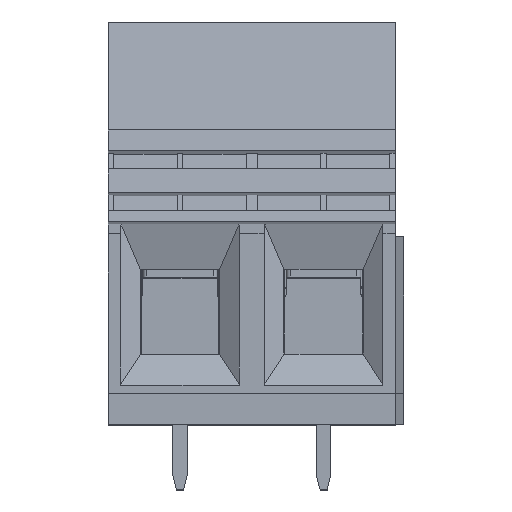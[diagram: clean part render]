
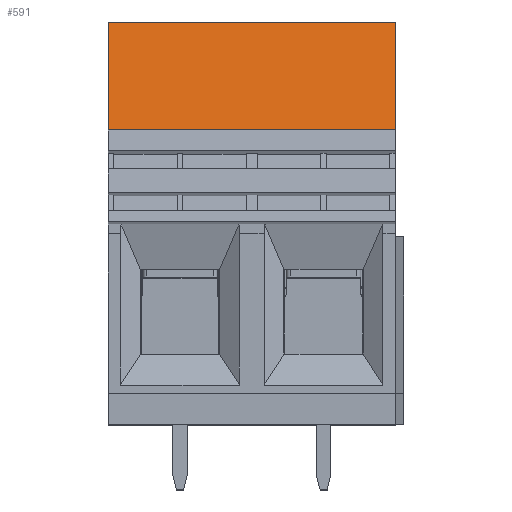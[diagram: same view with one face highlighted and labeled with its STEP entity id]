
A CAD part, top view. The second image highlights one B-rep face of the part: STEP entity #591.
In plain terms, the highlighted planar face has unit normal (0, 0.179, 0.984).
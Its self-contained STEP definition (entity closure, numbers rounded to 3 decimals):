
#591 = ADVANCED_FACE( '', ( #1393 ), #1394, .F. );
#1393 = FACE_OUTER_BOUND( '', #2471, .T. );
#1394 = PLANE( '', #2472 );
#2471 = EDGE_LOOP( '', ( #3985, #3986, #3987, #3988 ) );
#2472 = AXIS2_PLACEMENT_3D( '', #3989, #3990, #3991 );
#3985 = ORIENTED_EDGE( '', *, *, #7147, .T. );
#3986 = ORIENTED_EDGE( '', *, *, #7148, .F. );
#3987 = ORIENTED_EDGE( '', *, *, #7149, .F. );
#3988 = ORIENTED_EDGE( '', *, *, #7150, .T. );
#3989 = CARTESIAN_POINT( '', ( 10.16, 21., 6.55 ) );
#3990 = DIRECTION( '', ( 0., -0.179, -0.984 ) );
#3991 = DIRECTION( '', ( 0., 0.984, -0.179 ) );
#7147 = EDGE_CURVE( '', #8641, #8642, #8643, .T. );
#7148 = EDGE_CURVE( '', #8644, #8642, #8645, .T. );
#7149 = EDGE_CURVE( '', #8646, #8644, #8647, .T. );
#7150 = EDGE_CURVE( '', #8646, #8641, #8648, .T. );
#8641 = VERTEX_POINT( '', #10754 );
#8642 = VERTEX_POINT( '', #10755 );
#8643 = LINE( '', #10756, #10757 );
#8644 = VERTEX_POINT( '', #10758 );
#8645 = LINE( '', #10759, #10760 );
#8646 = VERTEX_POINT( '', #10761 );
#8647 = LINE( '', #10762, #10763 );
#8648 = LINE( '', #10764, #10765 );
#10754 = CARTESIAN_POINT( '', ( -10.16, 21., 6.55 ) );
#10755 = CARTESIAN_POINT( '', ( -10.16, 13.194, 7.969 ) );
#10756 = CARTESIAN_POINT( '', ( -10.16, 21., 6.55 ) );
#10757 = VECTOR( '', #13232, 1000. );
#10758 = CARTESIAN_POINT( '', ( 10.16, 13.194, 7.969 ) );
#10759 = CARTESIAN_POINT( '', ( 10.16, 13.194, 7.969 ) );
#10760 = VECTOR( '', #13233, 1000. );
#10761 = CARTESIAN_POINT( '', ( 10.16, 21., 6.55 ) );
#10762 = CARTESIAN_POINT( '', ( 10.16, 21., 6.55 ) );
#10763 = VECTOR( '', #13234, 1000. );
#10764 = CARTESIAN_POINT( '', ( 10.16, 21., 6.55 ) );
#10765 = VECTOR( '', #13235, 1000. );
#13232 = DIRECTION( '', ( 0., -0.984, 0.179 ) );
#13233 = DIRECTION( '', ( -1., 0., 0. ) );
#13234 = DIRECTION( '', ( 0., -0.984, 0.179 ) );
#13235 = DIRECTION( '', ( -1., 0., 0. ) );
